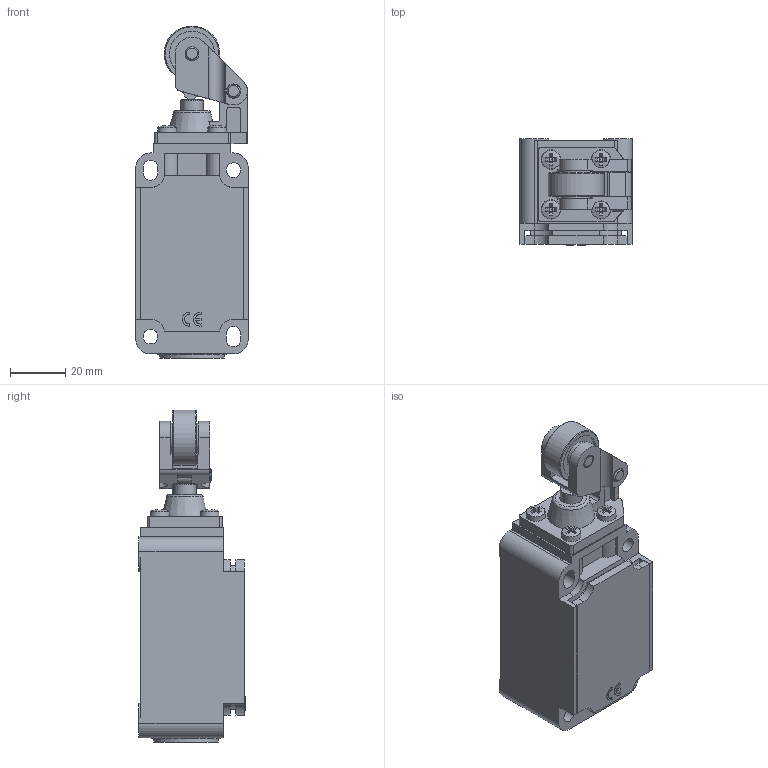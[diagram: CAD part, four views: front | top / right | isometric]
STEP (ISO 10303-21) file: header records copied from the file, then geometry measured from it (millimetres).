
FILE_DESCRIPTION (( 'STEP AP214' ), '1' );
FILE_NAME ('Z1K-336-11Z.STEP', '2021-01-18T18:21:07', ( '' ), ( '' ), 'SwSTEP 2.0', 'SolidWorks 2019', '' );
FILE_SCHEMA (( 'AUTOMOTIVE_DESIGN' ));
Length unit declared in the file: inch
Products named in the file (3): Z1K-336-11Z; 101102908_1_2; 101102908_1
Assembly tree (2 placements, depth 2):
  Z1K-336-11Z
    101102908_1
    101102908_1_2
Bounding box: 40.5 x 38.3 x 119.7 mm (x, y, z)
Volume: 113817.7 mm3; surface area: 24873.5 mm2
Topology: 2 solids, 2 shells, 319 faces, 805 edges, 518 vertices
Faces by surface type: plane 222, cylinder 79, cone 11, bspline 7
Full cylindrical faces by diameter (mm): 5 x6, 5.205 x2, 5.3 x2, 8 x1, 8.101 x1, 10.5 x2, 16.3 x2, 17 x1, 20 x1, 23.3 x1, 25 x1
Entity records: 9728 total; most frequent: CARTESIAN_POINT 2070, DIRECTION 1535, ORIENTED_EDGE 1528, EDGE_CURVE 764, VECTOR 519, LINE 519, VERTEX_POINT 511, AXIS2_PLACEMENT_3D 508
